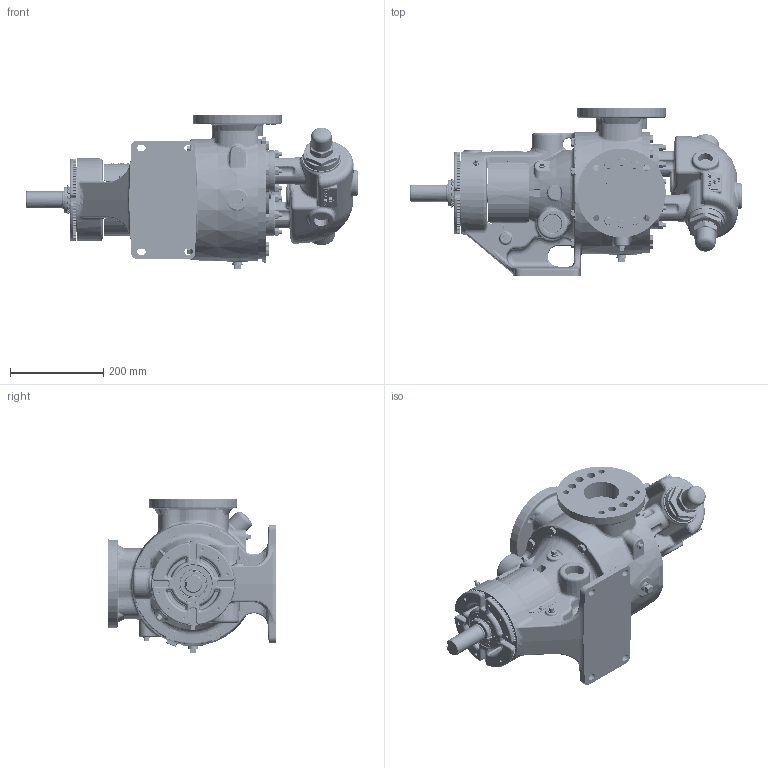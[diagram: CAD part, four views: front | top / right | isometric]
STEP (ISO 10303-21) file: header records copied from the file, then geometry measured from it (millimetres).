
FILE_DESCRIPTION (( 'STEP AP214' ), '1' );
FILE_NAME ('LV-4803.step', '2025-12-05T06:23:59', ( '' ), ( '' ), 'SwSTEP 2.0', 'SolidWorks 2024', '' );
FILE_SCHEMA (( 'AUTOMOTIVE_DESIGN' ));
Products named in the file (1): LV-4803
Bounding box: 712.71 x 360.36 x 331.53 mm (x, y, z)
Volume: 19861069.4 mm3; surface area: 1051672.5 mm2
Topology: 1 solids, 1 shells, 6096 faces, 15334 edges, 9459 vertices
Faces by surface type: bspline 2001, plane 1850, cylinder 1063, cone 846, torus 226, sphere 110
Entity records: 292677 total; most frequent: CARTESIAN_POINT 163623, ORIENTED_EDGE 30442, DIRECTION 21512, EDGE_CURVE 15221, VERTEX_POINT 9456, AXIS2_PLACEMENT_3D 8119, EDGE_LOOP 6465, ADVANCED_FACE 6096
